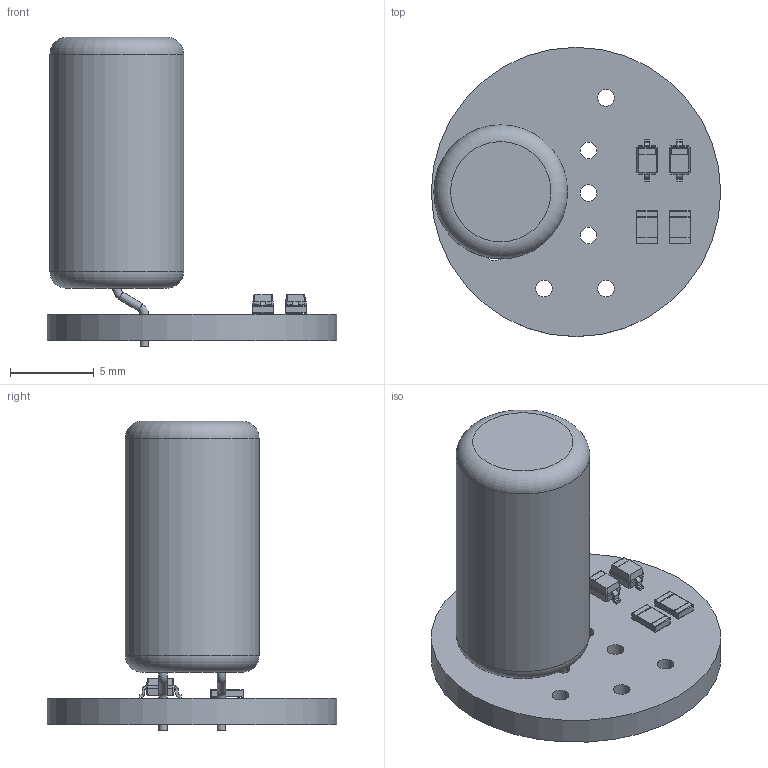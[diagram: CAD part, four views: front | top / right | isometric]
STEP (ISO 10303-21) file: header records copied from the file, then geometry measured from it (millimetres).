
FILE_DESCRIPTION(('KiCad electronic assembly'),'2;1');
FILE_NAME('EM84_Base.step','2023-12-10T16:50:58',('Pcbnew'),('Kicad'), 'Open CASCADE STEP processor 7.7','KiCad to STEP converter','Unknown' );
FILE_SCHEMA(('AUTOMOTIVE_DESIGN { 1 0 10303 214 1 1 1 1 }'));
Length unit declared in the file: millimetre
Products named in the file (8): EM84_Base 1; D_SOD-323; SOLID; Cap_Rad_08d_15h; COMPOUND; Fuse_0805_2012Metric; EM84_Base PCB
Assembly tree (9 placements, depth 3):
  EM84_Base 1
    D_SOD-323  x2
      SOLID
    Cap_Rad_08d_15h
      COMPOUND
    Fuse_0805_2012Metric  x2
      SOLID
    EM84_Base PCB
Bounding box: 17.3 x 17.3 x 18.5 mm (x, y, z)
Volume: 1116 mm3; surface area: 1097.5 mm2
Topology: 8 solids, 8 shells, 218 faces, 514 edges, 314 vertices
Faces by surface type: plane 110, bspline 52, cylinder 50, torus 6
Full cylindrical faces by diameter (mm): 0.5 x6, 0.8 x2, 1 x8, 8 x1, 17.3 x1
Entity records: 8184 total; most frequent: CARTESIAN_POINT 1465, DIRECTION 1072, LINE 651, VECTOR 651, ORIENTED_EDGE 580, PCURVE 580, DEFINITIONAL_REPRESENTATION 580, EDGE_CURVE 290
